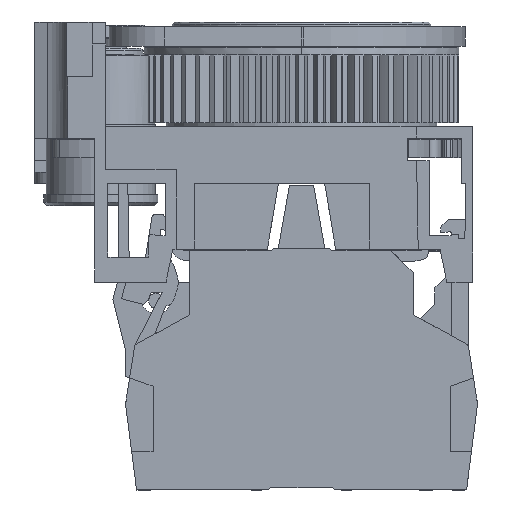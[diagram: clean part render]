
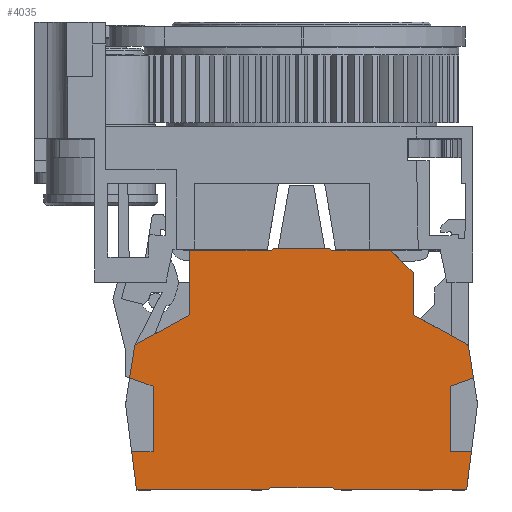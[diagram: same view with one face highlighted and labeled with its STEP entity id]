
A CAD part, left-side view. The second image highlights one B-rep face of the part: STEP entity #4035.
In plain terms, the highlighted planar face has unit normal (-1, 0, 0).
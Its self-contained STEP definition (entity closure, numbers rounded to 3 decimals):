
#4035=ADVANCED_FACE('',(#10145),#10146,.F.);
#10145=FACE_OUTER_BOUND('',#18409,.T.);
#10146=PLANE('',#18410);
#18409=EDGE_LOOP('',(#30701,#30702,#30703,#30704,#30705,#30706,#30707,#30708,#30709,#30710,#30711,#30712,#30713,#30714,#30715,#30716,#30717,#30718,#30719,#30720,#30721,#30722,#30723,#30724,#30725,#30726,#30727,#30728,#30729));
#18410=AXIS2_PLACEMENT_3D('',#30730,#30731,#30732);
#30701=ORIENTED_EDGE('',*,*,#53402,.T.);
#30702=ORIENTED_EDGE('',*,*,#53315,.F.);
#30703=ORIENTED_EDGE('',*,*,#53418,.F.);
#30704=ORIENTED_EDGE('',*,*,#53419,.F.);
#30705=ORIENTED_EDGE('',*,*,#53420,.F.);
#30706=ORIENTED_EDGE('',*,*,#53421,.F.);
#30707=ORIENTED_EDGE('',*,*,#53422,.F.);
#30708=ORIENTED_EDGE('',*,*,#53377,.F.);
#30709=ORIENTED_EDGE('',*,*,#53423,.F.);
#30710=ORIENTED_EDGE('',*,*,#52805,.F.);
#30711=ORIENTED_EDGE('',*,*,#53424,.F.);
#30712=ORIENTED_EDGE('',*,*,#53425,.F.);
#30713=ORIENTED_EDGE('',*,*,#53299,.F.);
#30714=ORIENTED_EDGE('',*,*,#53302,.F.);
#30715=ORIENTED_EDGE('',*,*,#53309,.F.);
#30716=ORIENTED_EDGE('',*,*,#53406,.T.);
#30717=ORIENTED_EDGE('',*,*,#53408,.T.);
#30718=ORIENTED_EDGE('',*,*,#53412,.T.);
#30719=ORIENTED_EDGE('',*,*,#53426,.F.);
#30720=ORIENTED_EDGE('',*,*,#53427,.F.);
#30721=ORIENTED_EDGE('',*,*,#52518,.F.);
#30722=ORIENTED_EDGE('',*,*,#53428,.F.);
#30723=ORIENTED_EDGE('',*,*,#53429,.F.);
#30724=ORIENTED_EDGE('',*,*,#53430,.F.);
#30725=ORIENTED_EDGE('',*,*,#52534,.F.);
#30726=ORIENTED_EDGE('',*,*,#53341,.F.);
#30727=ORIENTED_EDGE('',*,*,#53346,.F.);
#30728=ORIENTED_EDGE('',*,*,#53397,.T.);
#30729=ORIENTED_EDGE('',*,*,#53399,.T.);
#30730=CARTESIAN_POINT('',(0.0,16.139,9.94));
#30731=DIRECTION('',(1.0,0.0,0.0));
#30732=DIRECTION('',(0.0,-1.0,0.0));
#52518=EDGE_CURVE('',#63695,#63697,#63698,.T.);
#52534=EDGE_CURVE('',#63724,#63726,#63727,.T.);
#52805=EDGE_CURVE('',#64130,#64132,#64133,.T.);
#53299=EDGE_CURVE('',#64860,#64857,#64862,.T.);
#53302=EDGE_CURVE('',#64864,#64860,#64866,.T.);
#53309=EDGE_CURVE('',#64876,#64864,#64878,.T.);
#53315=EDGE_CURVE('',#64884,#64886,#64887,.T.);
#53341=EDGE_CURVE('',#64926,#63724,#64928,.T.);
#53346=EDGE_CURVE('',#64933,#64926,#64935,.T.);
#53377=EDGE_CURVE('',#64977,#64974,#64979,.T.);
#53397=EDGE_CURVE('',#64933,#65003,#65005,.T.);
#53399=EDGE_CURVE('',#65003,#65007,#65008,.T.);
#53402=EDGE_CURVE('',#65007,#64886,#65011,.T.);
#53406=EDGE_CURVE('',#64876,#65015,#65017,.T.);
#53408=EDGE_CURVE('',#65015,#65019,#65020,.T.);
#53412=EDGE_CURVE('',#65019,#65025,#65026,.T.);
#53418=EDGE_CURVE('',#65033,#64884,#65034,.T.);
#53419=EDGE_CURVE('',#65035,#65033,#65036,.T.);
#53420=EDGE_CURVE('',#65037,#65035,#65038,.T.);
#53421=EDGE_CURVE('',#65039,#65037,#65040,.T.);
#53422=EDGE_CURVE('',#64974,#65039,#65041,.T.);
#53423=EDGE_CURVE('',#64132,#64977,#65042,.T.);
#53424=EDGE_CURVE('',#65043,#64130,#65044,.T.);
#53425=EDGE_CURVE('',#64857,#65043,#65045,.T.);
#53426=EDGE_CURVE('',#65046,#65025,#65047,.T.);
#53427=EDGE_CURVE('',#63697,#65046,#65048,.T.);
#53428=EDGE_CURVE('',#65049,#63695,#65050,.T.);
#53429=EDGE_CURVE('',#65051,#65049,#65052,.T.);
#53430=EDGE_CURVE('',#63726,#65051,#65053,.T.);
#63695=VERTEX_POINT('',#80124);
#63697=VERTEX_POINT('',#80127);
#63698=LINE('',#80128,#80129);
#63724=VERTEX_POINT('',#80166);
#63726=VERTEX_POINT('',#80169);
#63727=LINE('',#80170,#80171);
#64130=VERTEX_POINT('',#80793);
#64132=VERTEX_POINT('',#80796);
#64133=LINE('',#80797,#80798);
#64857=VERTEX_POINT('',#81823);
#64860=VERTEX_POINT('',#81828);
#64862=LINE('',#81831,#81832);
#64864=VERTEX_POINT('',#81834);
#64866=LINE('',#81837,#81838);
#64876=VERTEX_POINT('',#81852);
#64878=LINE('',#81855,#81856);
#64884=VERTEX_POINT('',#81864);
#64886=VERTEX_POINT('',#81867);
#64887=LINE('',#81868,#81869);
#64926=VERTEX_POINT('',#81924);
#64928=CIRCLE('',#81927,0.2);
#64933=VERTEX_POINT('',#81934);
#64935=LINE('',#81937,#81938);
#64974=VERTEX_POINT('',#81993);
#64977=VERTEX_POINT('',#81998);
#64979=LINE('',#82001,#82002);
#65003=VERTEX_POINT('',#82035);
#65005=LINE('',#82038,#82039);
#65007=VERTEX_POINT('',#82041);
#65008=LINE('',#82042,#82043);
#65011=LINE('',#82047,#82048);
#65015=VERTEX_POINT('',#82053);
#65017=LINE('',#82056,#82057);
#65019=VERTEX_POINT('',#82059);
#65020=LINE('',#82060,#82061);
#65025=VERTEX_POINT('',#82068);
#65026=LINE('',#82069,#82070);
#65033=VERTEX_POINT('',#82080);
#65034=CIRCLE('',#82081,0.2);
#65035=VERTEX_POINT('',#82082);
#65036=LINE('',#82083,#82084);
#65037=VERTEX_POINT('',#82085);
#65038=LINE('',#82086,#82087);
#65039=VERTEX_POINT('',#82088);
#65040=CIRCLE('',#82089,0.2);
#65041=LINE('',#82090,#82091);
#65042=LINE('',#82092,#82093);
#65043=VERTEX_POINT('',#82094);
#65044=LINE('',#82095,#82096);
#65045=LINE('',#82097,#82098);
#65046=VERTEX_POINT('',#82099);
#65047=LINE('',#82100,#82101);
#65048=CIRCLE('',#82102,0.2);
#65049=VERTEX_POINT('',#82103);
#65050=LINE('',#82104,#82105);
#65051=VERTEX_POINT('',#82106);
#65052=LINE('',#82107,#82108);
#65053=LINE('',#82109,#82110);
#80124=CARTESIAN_POINT('',(0.0,19.,0.));
#80127=CARTESIAN_POINT('',(0.0,30.824,0.));
#80128=CARTESIAN_POINT('',(0.0,19.,0.));
#80129=VECTOR('',#100316,1.0);
#80166=CARTESIAN_POINT('',(0.0,1.176,0.));
#80169=CARTESIAN_POINT('',(0.0,13.,0.));
#80170=CARTESIAN_POINT('',(0.0,1.176,0.));
#80171=VECTOR('',#100332,1.0);
#80793=CARTESIAN_POINT('',(0.0,18.55,22.0));
#80796=CARTESIAN_POINT('',(0.0,13.45,22.0));
#80797=CARTESIAN_POINT('',(0.0,18.55,22.0));
#80798=VECTOR('',#100556,1.0);
#81823=CARTESIAN_POINT('',(0.0,26.2,21.8));
#81828=CARTESIAN_POINT('',(0.0,26.2,15.921));
#81831=CARTESIAN_POINT('',(0.0,26.2,15.921));
#81832=VECTOR('',#101035,1.0);
#81834=CARTESIAN_POINT('',(0.0,31.161,13.171));
#81837=CARTESIAN_POINT('',(0.0,31.161,13.171));
#81838=VECTOR('',#101037,1.0);
#81852=CARTESIAN_POINT('',(0.0,31.626,10.2));
#81855=CARTESIAN_POINT('',(0.0,32.,7.814));
#81856=VECTOR('',#101043,1.0);
#81864=CARTESIAN_POINT('',(0.0,0.824,13.074));
#81867=CARTESIAN_POINT('',(0.0,0.374,10.2));
#81868=CARTESIAN_POINT('',(0.0,0.824,13.074));
#81869=VECTOR('',#101047,1.0);
#81924=CARTESIAN_POINT('',(0.0,0.978,0.175));
#81927=AXIS2_PLACEMENT_3D('',#101074,#101075,#101076);
#81934=CARTESIAN_POINT('',(0.0,0.552,3.5));
#81937=CARTESIAN_POINT('',(0.0,0.,7.814));
#81938=VECTOR('',#101080,1.0);
#81993=CARTESIAN_POINT('',(0.0,7.9,21.8));
#81998=CARTESIAN_POINT('',(0.0,13.25,21.8));
#82001=CARTESIAN_POINT('',(0.0,13.25,21.8));
#82002=VECTOR('',#101109,1.0);
#82035=CARTESIAN_POINT('',(0.0,2.5,3.5));
#82038=CARTESIAN_POINT('',(0.0,8.194,3.5));
#82039=VECTOR('',#101126,1.0);
#82041=CARTESIAN_POINT('',(0.0,2.5,9.426));
#82042=CARTESIAN_POINT('',(0.0,2.5,8.202));
#82043=VECTOR('',#101127,1.0);
#82047=CARTESIAN_POINT('',(0.0,7.314,7.674));
#82048=VECTOR('',#101129,1.0);
#82053=CARTESIAN_POINT('',(0.0,29.5,9.426));
#82056=CARTESIAN_POINT('',(0.0,24.809,7.719));
#82057=VECTOR('',#101132,1.0);
#82059=CARTESIAN_POINT('',(0.0,29.5,3.5));
#82060=CARTESIAN_POINT('',(0.0,29.5,8.202));
#82061=VECTOR('',#101133,1.0);
#82068=CARTESIAN_POINT('',(0.0,31.448,3.5));
#82069=CARTESIAN_POINT('',(0.0,23.944,3.5));
#82070=VECTOR('',#101136,1.0);
#82080=CARTESIAN_POINT('',(0.0,0.924,13.218));
#82081=AXIS2_PLACEMENT_3D('',#101140,#101141,#101142);
#82082=CARTESIAN_POINT('',(0.0,5.8,15.921));
#82083=CARTESIAN_POINT('',(0.0,5.8,15.921));
#82084=VECTOR('',#101143,1.0);
#82085=CARTESIAN_POINT('',(0.0,5.8,19.617));
#82086=CARTESIAN_POINT('',(0.0,5.8,19.617));
#82087=VECTOR('',#101144,1.0);
#82088=CARTESIAN_POINT('',(0.0,5.859,19.759));
#82089=AXIS2_PLACEMENT_3D('',#101145,#101146,#101147);
#82090=CARTESIAN_POINT('',(0.0,7.9,21.8));
#82091=VECTOR('',#101148,1.0);
#82092=CARTESIAN_POINT('',(0.0,13.45,22.0));
#82093=VECTOR('',#101149,1.0);
#82094=CARTESIAN_POINT('',(0.0,18.75,21.8));
#82095=CARTESIAN_POINT('',(0.0,18.75,21.8));
#82096=VECTOR('',#101150,1.0);
#82097=CARTESIAN_POINT('',(0.0,26.2,21.8));
#82098=VECTOR('',#101151,1.0);
#82099=CARTESIAN_POINT('',(0.0,31.022,0.175));
#82100=CARTESIAN_POINT('',(0.0,31.022,0.175));
#82101=VECTOR('',#101152,1.0);
#82102=AXIS2_PLACEMENT_3D('',#101153,#101154,#101155);
#82103=CARTESIAN_POINT('',(0.0,18.8,0.2));
#82104=CARTESIAN_POINT('',(0.0,18.8,0.2));
#82105=VECTOR('',#101156,1.0);
#82106=CARTESIAN_POINT('',(0.0,13.2,0.2));
#82107=CARTESIAN_POINT('',(0.0,13.2,0.2));
#82108=VECTOR('',#101157,1.0);
#82109=CARTESIAN_POINT('',(0.0,13.,0.));
#82110=VECTOR('',#101158,1.0);
#100316=DIRECTION('',(0.0,1.0,0.0));
#100332=DIRECTION('',(0.0,1.0,0.0));
#100556=DIRECTION('',(0.0,-1.0,0.0));
#101035=DIRECTION('',(0.0,0.0,1.0));
#101037=DIRECTION('',(0.0,-0.875,0.485));
#101043=DIRECTION('',(0.0,-0.155,0.988));
#101047=DIRECTION('',(0.0,-0.155,-0.988));
#101074=CARTESIAN_POINT('',(0.0,1.176,0.2));
#101075=DIRECTION('',(1.0,0.0,0.0));
#101076=DIRECTION('',(0.0,-0.992,-0.127));
#101080=DIRECTION('',(0.0,0.127,-0.992));
#101109=DIRECTION('',(0.0,-1.0,0.0));
#101126=DIRECTION('',(-0.0,1.0,0.0));
#101127=DIRECTION('',(0.0,0.0,1.0));
#101129=DIRECTION('',(0.0,-0.94,0.342));
#101132=DIRECTION('',(0.0,-0.94,-0.342));
#101133=DIRECTION('',(0.0,0.0,-1.0));
#101136=DIRECTION('',(-0.0,1.0,0.0));
#101140=CARTESIAN_POINT('',(0.0,1.021,13.043));
#101141=DIRECTION('',(1.0,0.0,0.0));
#101142=DIRECTION('',(0.0,-0.485,0.875));
#101143=DIRECTION('',(0.0,-0.875,-0.485));
#101144=DIRECTION('',(0.0,0.0,-1.0));
#101145=CARTESIAN_POINT('',(0.0,6.,19.617));
#101146=DIRECTION('',(1.0,0.0,0.0));
#101147=DIRECTION('',(0.0,-0.707,0.707));
#101148=DIRECTION('',(0.0,-0.707,-0.707));
#101149=DIRECTION('',(0.0,-0.707,-0.707));
#101150=DIRECTION('',(0.0,-0.707,0.707));
#101151=DIRECTION('',(0.0,-1.0,0.0));
#101152=DIRECTION('',(0.0,0.127,0.992));
#101153=CARTESIAN_POINT('',(0.0,30.824,0.2));
#101154=DIRECTION('',(1.0,0.0,0.0));
#101155=DIRECTION('',(0.0,0.,-1.0));
#101156=DIRECTION('',(0.0,0.707,-0.707));
#101157=DIRECTION('',(0.0,1.0,0.0));
#101158=DIRECTION('',(0.0,0.707,0.707));
